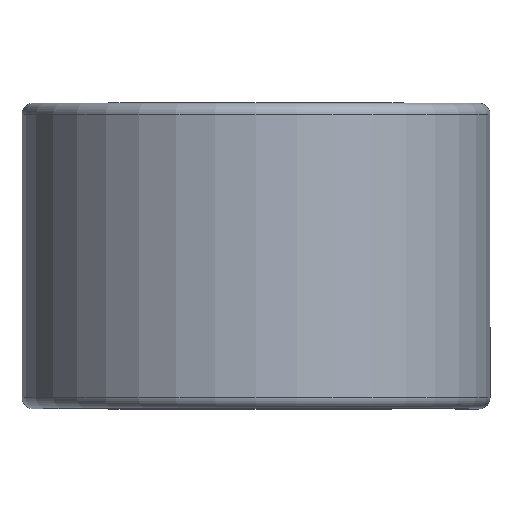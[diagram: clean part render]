
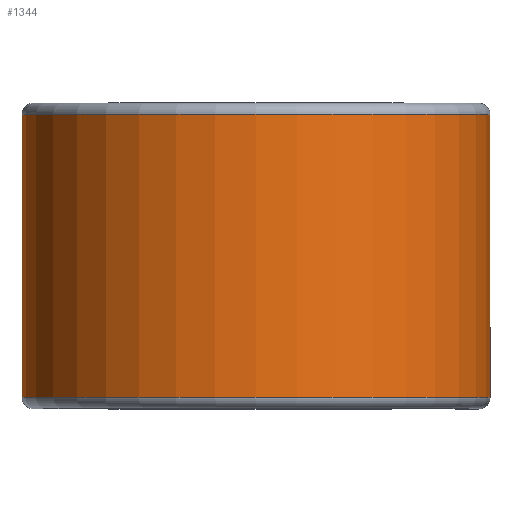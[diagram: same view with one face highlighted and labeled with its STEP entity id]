
A CAD part, top view. The second image highlights one B-rep face of the part: STEP entity #1344.
In plain terms, the highlighted cylindrical face has radius 15.812 mm (diameter 31.623 mm), a partial arc.
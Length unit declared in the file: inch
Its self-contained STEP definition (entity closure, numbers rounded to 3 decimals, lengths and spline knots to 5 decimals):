
#58 = EDGE_CURVE ( 'NONE', #1984, #1113, #285, .T. ) ;
#112 = EDGE_CURVE ( 'NONE', #1585, #1113, #1051, .T. ) ;
#128 = EDGE_CURVE ( 'NONE', #1817, #1585, #1014, .T. ) ;
#167 = VECTOR ( 'NONE', #2188, 39.37008 ) ;
#176 = DIRECTION ( 'NONE',  ( 0., -1., 0. ) ) ;
#285 = LINE ( 'NONE', #2170, #167 ) ;
#450 = CYLINDRICAL_SURFACE ( 'NONE', #1860, 0.6225 ) ;
#736 = CARTESIAN_POINT ( 'NONE',  ( 0.6225, 0.37625, 0. ) ) ;
#836 = CARTESIAN_POINT ( 'NONE',  ( 0.6225, -0.37625, 0. ) ) ;
#917 = VECTOR ( 'NONE', #1671, 39.37008 ) ;
#921 = CARTESIAN_POINT ( 'NONE',  ( 0., 0.375, 0. ) ) ;
#1007 = CARTESIAN_POINT ( 'NONE',  ( 0., 0.37625, -0.6225 ) ) ;
#1014 = LINE ( 'NONE', #736, #917 ) ;
#1051 = CIRCLE ( 'NONE', #1912, 0.6225 ) ;
#1081 = CARTESIAN_POINT ( 'NONE',  ( 0., -0.37625, 0. ) ) ;
#1102 = CARTESIAN_POINT ( 'NONE',  ( 0., 0.37625, 0. ) ) ;
#1113 = VERTEX_POINT ( 'NONE', #1007 ) ;
#1234 = DIRECTION ( 'NONE',  ( 0., -1., 0. ) ) ;
#1240 = DIRECTION ( 'NONE',  ( 0., 0., -1. ) ) ;
#1260 = DIRECTION ( 'NONE',  ( 0., 0., -1. ) ) ;
#1330 = EDGE_CURVE ( 'NONE', #1817, #1984, #1944, .T. ) ;
#1344 = ADVANCED_FACE ( 'NONE', ( #1616 ), #450, .T. ) ;
#1550 = ORIENTED_EDGE ( 'NONE', *, *, #112, .T. ) ;
#1585 = VERTEX_POINT ( 'NONE', #2240 ) ;
#1616 = FACE_OUTER_BOUND ( 'NONE', #1937, .T. ) ;
#1655 = AXIS2_PLACEMENT_3D ( 'NONE', #1081, #2359, #1260 ) ;
#1671 = DIRECTION ( 'NONE',  ( 0., 1., 0. ) ) ;
#1817 = VERTEX_POINT ( 'NONE', #836 ) ;
#1860 = AXIS2_PLACEMENT_3D ( 'NONE', #921, #176, #2207 ) ;
#1864 = ORIENTED_EDGE ( 'NONE', *, *, #58, .F. ) ;
#1912 = AXIS2_PLACEMENT_3D ( 'NONE', #1102, #1234, #1240 ) ;
#1921 = ORIENTED_EDGE ( 'NONE', *, *, #128, .T. ) ;
#1923 = CARTESIAN_POINT ( 'NONE',  ( 0., -0.37625, -0.6225 ) ) ;
#1937 = EDGE_LOOP ( 'NONE', ( #1921, #1550, #1864, #2171 ) ) ;
#1944 = CIRCLE ( 'NONE', #1655, 0.6225 ) ;
#1984 = VERTEX_POINT ( 'NONE', #1923 ) ;
#2170 = CARTESIAN_POINT ( 'NONE',  ( 0., 0.37625, -0.6225 ) ) ;
#2171 = ORIENTED_EDGE ( 'NONE', *, *, #1330, .F. ) ;
#2188 = DIRECTION ( 'NONE',  ( 0., 1., 0. ) ) ;
#2207 = DIRECTION ( 'NONE',  ( 0., 0., -1. ) ) ;
#2240 = CARTESIAN_POINT ( 'NONE',  ( 0.6225, 0.37625, 0. ) ) ;
#2359 = DIRECTION ( 'NONE',  ( 0., -1., 0. ) ) ;
